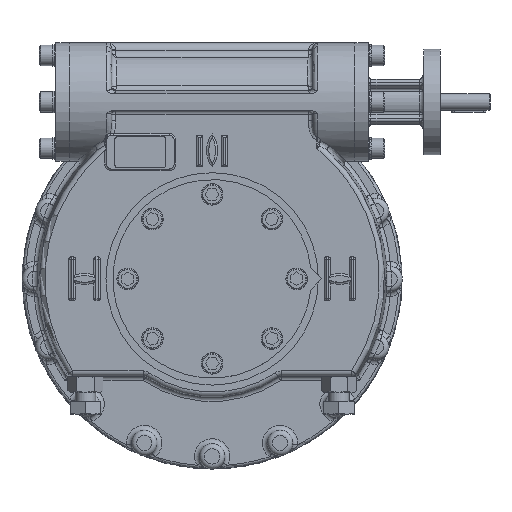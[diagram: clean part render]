
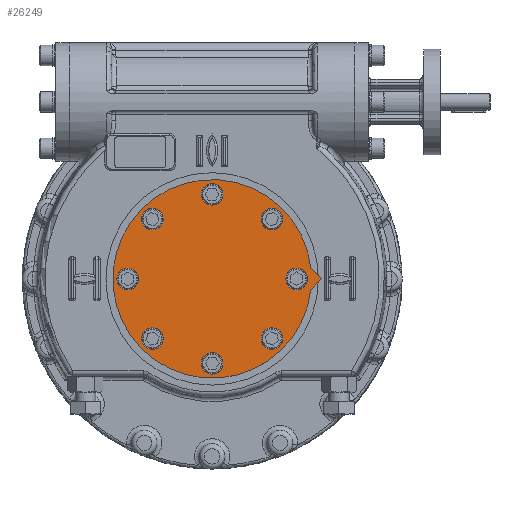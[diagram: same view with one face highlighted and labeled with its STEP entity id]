
A CAD part, top view. The second image highlights one B-rep face of the part: STEP entity #26249.
In plain terms, the highlighted planar face has unit normal (0, 0, 1).
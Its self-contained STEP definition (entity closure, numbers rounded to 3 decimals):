
#2408=PLANE('',#29606);
#4439=LINE('',#66358,#6482);
#4441=LINE('',#66361,#6484);
#6482=VECTOR('',#35222,1000.);
#6484=VECTOR('',#35226,1000.);
#12802=ORIENTED_EDGE('',*,*,#17472,.F.);
#12803=ORIENTED_EDGE('',*,*,#17473,.F.);
#12804=ORIENTED_EDGE('',*,*,#17474,.F.);
#12805=ORIENTED_EDGE('',*,*,#17475,.F.);
#12806=ORIENTED_EDGE('',*,*,#17476,.F.);
#12807=ORIENTED_EDGE('',*,*,#17477,.F.);
#12808=ORIENTED_EDGE('',*,*,#17478,.F.);
#12809=ORIENTED_EDGE('',*,*,#17479,.F.);
#12810=ORIENTED_EDGE('',*,*,#17457,.T.);
#12811=ORIENTED_EDGE('',*,*,#17461,.T.);
#12812=ORIENTED_EDGE('',*,*,#17463,.T.);
#17457=EDGE_CURVE('',#21118,#21117,#22124,.T.);
#17461=EDGE_CURVE('',#21117,#21120,#4439,.T.);
#17463=EDGE_CURVE('',#21120,#21118,#4441,.T.);
#17472=EDGE_CURVE('',#21129,#21129,#22133,.T.);
#17473=EDGE_CURVE('',#21130,#21130,#22134,.T.);
#17474=EDGE_CURVE('',#21131,#21131,#22135,.T.);
#17475=EDGE_CURVE('',#21132,#21132,#22136,.T.);
#17476=EDGE_CURVE('',#21133,#21133,#22137,.T.);
#17477=EDGE_CURVE('',#21134,#21134,#22138,.T.);
#17478=EDGE_CURVE('',#21135,#21135,#22139,.T.);
#17479=EDGE_CURVE('',#21136,#21136,#22140,.T.);
#21117=VERTEX_POINT('',#66349);
#21118=VERTEX_POINT('',#66351);
#21120=VERTEX_POINT('',#66357);
#21129=VERTEX_POINT('',#66381);
#21130=VERTEX_POINT('',#66383);
#21131=VERTEX_POINT('',#66385);
#21132=VERTEX_POINT('',#66387);
#21133=VERTEX_POINT('',#66389);
#21134=VERTEX_POINT('',#66391);
#21135=VERTEX_POINT('',#66393);
#21136=VERTEX_POINT('',#66395);
#22124=CIRCLE('',#29594,117.5);
#22133=CIRCLE('',#29607,8.5);
#22134=CIRCLE('',#29608,8.5);
#22135=CIRCLE('',#29609,8.5);
#22136=CIRCLE('',#29610,8.5);
#22137=CIRCLE('',#29611,8.5);
#22138=CIRCLE('',#29612,8.5);
#22139=CIRCLE('',#29613,8.5);
#22140=CIRCLE('',#29614,8.5);
#23476=EDGE_LOOP('',(#12802));
#23477=EDGE_LOOP('',(#12803));
#23478=EDGE_LOOP('',(#12804));
#23479=EDGE_LOOP('',(#12805));
#23480=EDGE_LOOP('',(#12806));
#23481=EDGE_LOOP('',(#12807));
#23482=EDGE_LOOP('',(#12808));
#23483=EDGE_LOOP('',(#12809));
#23484=EDGE_LOOP('',(#12810,#12811,#12812));
#24858=FACE_BOUND('',#23476,.T.);
#24859=FACE_BOUND('',#23477,.T.);
#24860=FACE_BOUND('',#23478,.T.);
#24861=FACE_BOUND('',#23479,.T.);
#24862=FACE_BOUND('',#23480,.T.);
#24863=FACE_BOUND('',#23481,.T.);
#24864=FACE_BOUND('',#23482,.T.);
#24865=FACE_BOUND('',#23483,.T.);
#24866=FACE_BOUND('',#23484,.T.);
#26249=ADVANCED_FACE('',(#24858,#24859,#24860,#24861,#24862,#24863,#24864,
#24865,#24866),#2408,.T.);
#29594=AXIS2_PLACEMENT_3D('',#66350,#35215,#35216);
#29606=AXIS2_PLACEMENT_3D('',#66379,#35245,#35246);
#29607=AXIS2_PLACEMENT_3D('',#66380,#35247,#35248);
#29608=AXIS2_PLACEMENT_3D('',#66382,#35249,#35250);
#29609=AXIS2_PLACEMENT_3D('',#66384,#35251,#35252);
#29610=AXIS2_PLACEMENT_3D('',#66386,#35253,#35254);
#29611=AXIS2_PLACEMENT_3D('',#66388,#35255,#35256);
#29612=AXIS2_PLACEMENT_3D('',#66390,#35257,#35258);
#29613=AXIS2_PLACEMENT_3D('',#66392,#35259,#35260);
#29614=AXIS2_PLACEMENT_3D('',#66394,#35261,#35262);
#35215=DIRECTION('',(0.,0.,1.));
#35216=DIRECTION('',(1.,0.,0.));
#35222=DIRECTION('',(0.707,0.707,0.));
#35226=DIRECTION('',(-0.707,0.707,0.));
#35245=DIRECTION('',(0.,0.,1.));
#35246=DIRECTION('',(0.,-1.,0.));
#35247=DIRECTION('',(0.,0.,1.));
#35248=DIRECTION('',(0.707,-0.707,0.));
#35249=DIRECTION('',(0.,0.,1.));
#35250=DIRECTION('',(1.,0.,0.));
#35251=DIRECTION('',(0.,0.,1.));
#35252=DIRECTION('',(0.707,0.707,0.));
#35253=DIRECTION('',(0.,0.,1.));
#35254=DIRECTION('',(0.,1.,0.));
#35255=DIRECTION('',(0.,0.,1.));
#35256=DIRECTION('',(-0.707,0.707,0.));
#35257=DIRECTION('',(0.,0.,1.));
#35258=DIRECTION('',(-1.,0.,0.));
#35259=DIRECTION('',(0.,0.,1.));
#35260=DIRECTION('',(-0.707,-0.707,0.));
#35261=DIRECTION('',(0.,0.,1.));
#35262=DIRECTION('',(0.,-1.,0.));
#66349=CARTESIAN_POINT('',(116.751,-13.249,65.25));
#66350=CARTESIAN_POINT('',(0.,0.,65.25));
#66351=CARTESIAN_POINT('',(116.751,13.249,65.25));
#66357=CARTESIAN_POINT('',(130.,0.,65.25));
#66358=CARTESIAN_POINT('',(116.751,-13.249,65.25));
#66361=CARTESIAN_POINT('',(130.,0.,65.25));
#66379=CARTESIAN_POINT('',(0.,0.,65.25));
#66380=CARTESIAN_POINT('',(70.711,70.711,65.25));
#66381=CARTESIAN_POINT('',(76.721,64.7,65.25));
#66382=CARTESIAN_POINT('',(0.,100.,65.25));
#66383=CARTESIAN_POINT('',(8.5,100.,65.25));
#66384=CARTESIAN_POINT('',(-70.711,70.711,65.25));
#66385=CARTESIAN_POINT('',(-64.7,76.721,65.25));
#66386=CARTESIAN_POINT('',(-100.,0.,65.25));
#66387=CARTESIAN_POINT('',(-100.,8.5,65.25));
#66388=CARTESIAN_POINT('',(-70.711,-70.711,65.25));
#66389=CARTESIAN_POINT('',(-76.721,-64.7,65.25));
#66390=CARTESIAN_POINT('',(0.,-100.,65.25));
#66391=CARTESIAN_POINT('',(-8.5,-100.,65.25));
#66392=CARTESIAN_POINT('',(70.711,-70.711,65.25));
#66393=CARTESIAN_POINT('',(64.7,-76.721,65.25));
#66394=CARTESIAN_POINT('',(100.,0.,65.25));
#66395=CARTESIAN_POINT('',(100.,-8.5,65.25));
